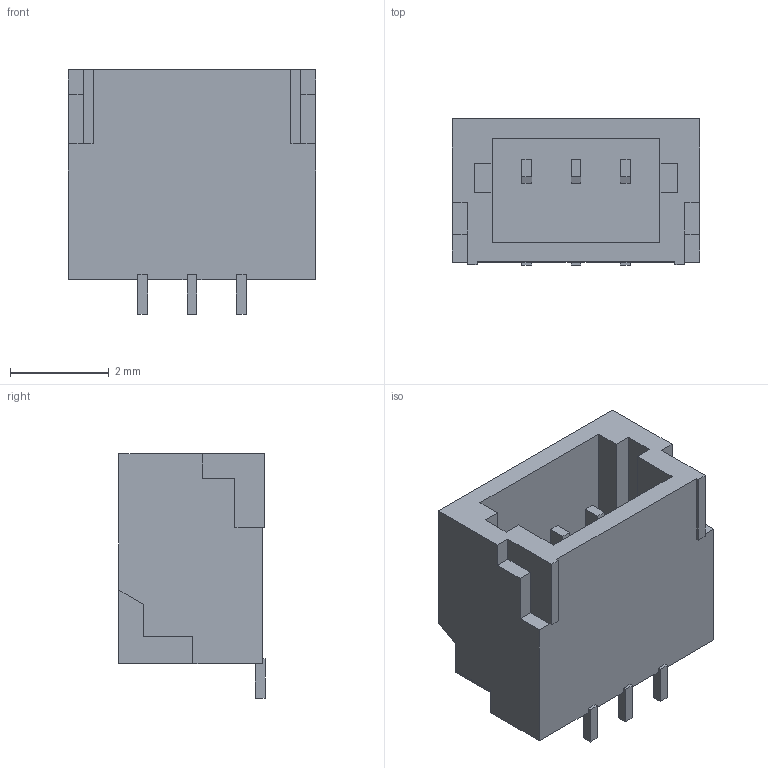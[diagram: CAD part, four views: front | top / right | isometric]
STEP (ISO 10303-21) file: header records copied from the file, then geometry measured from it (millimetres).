
FILE_DESCRIPTION(/* description */ ('Unknown'),/* implementation_level */ '2;1');
FILE_NAME(/* name */ 'SM03B-SRSS-TB',/* time_stamp */ '2024-07-13T08:55:26+02:00',/* author */ ('Unknown'),/* organization */ ('Unknown'),/* preprocessor_version */ 'ST-DEVELOPER v18.1',/* originating_system */ 'Solid Edge',/* authorisation */ 'Unknown');
FILE_SCHEMA (('AUTOMOTIVE_DESIGN {1 0 10303 214 3 1 1}'));
Length unit declared in the file: millimetre
Products named in the file (1): SM03B-SRSS-TB
Bounding box: 5 x 2.96 x 4.95 mm (x, y, z)
Volume: 37.8 mm3; surface area: 140.8 mm2
Topology: 1 solids, 1 shells, 78 faces, 214 edges, 142 vertices
Faces by surface type: plane 78
Entity records: 2992 total; most frequent: CARTESIAN_POINT 435, ORIENTED_EDGE 428, DIRECTION 372, EDGE_CURVE 214, LINE 214, VECTOR 214, VERTEX_POINT 142, EDGE_LOOP 82
